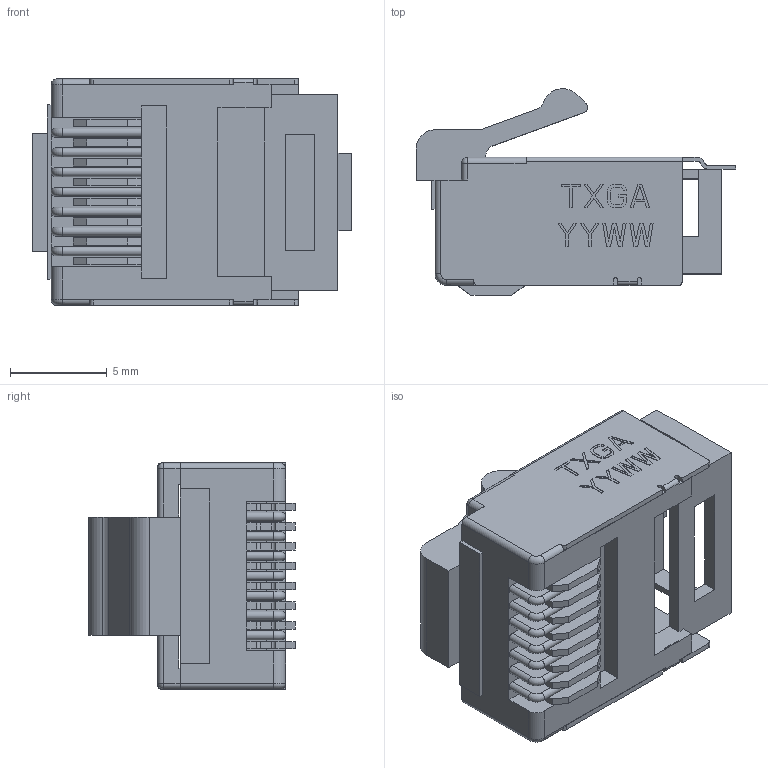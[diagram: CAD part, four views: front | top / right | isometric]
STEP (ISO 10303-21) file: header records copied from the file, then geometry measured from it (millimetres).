
FILE_DESCRIPTION((''),'2;1');
FILE_NAME('FTP-DUANSHEN_ASM','2025-11-25T18:02:18',('gongchengVV'),(''),'CREO PARAMETRIC BY PTC INC, 2020033','CREO PARAMETRIC BY PTC INC, 2020033','');
FILE_SCHEMA(('CONFIG_CONTROL_DESIGN'));
Length unit declared in the file: millimetre
Products named in the file (1): FTP-DUANSHEN_ASM
Bounding box: 16.5 x 10.65 x 11.7 mm (x, y, z)
Volume: 608 mm3; surface area: 1463.5 mm2
Topology: 1 solids, 1 shells, 490 faces, 1388 edges, 909 vertices
Faces by surface type: plane 398, cylinder 81, torus 9, sphere 2
Entity records: 15732 total; most frequent: CARTESIAN_POINT 2800, ORIENTED_EDGE 2776, DIRECTION 2547, EDGE_CURVE 1388, VECTOR 1197, LINE 1197, VERTEX_POINT 909, AXIS2_PLACEMENT_3D 675
